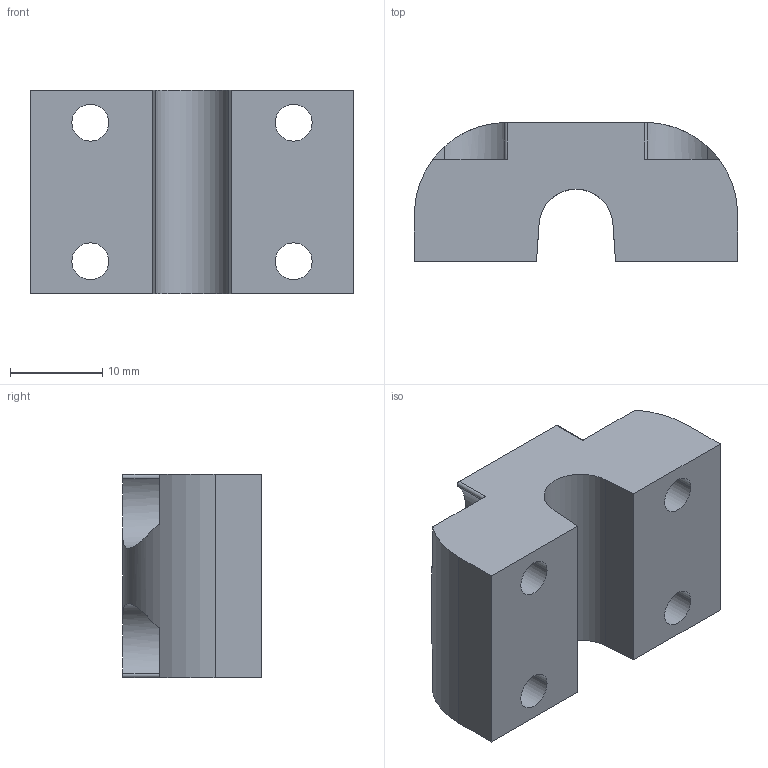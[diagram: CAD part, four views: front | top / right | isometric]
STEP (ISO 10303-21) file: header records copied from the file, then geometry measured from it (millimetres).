
FILE_DESCRIPTION (( 'STEP AP203' ), '1' );
FILE_NAME ('rod-holder.STEP', '2016-04-11T06:53:29', ( 'Joel Frax' ), ( 'Microsoft' ), 'SwSTEP 2.0', 'SolidWorks 2015', '' );
FILE_SCHEMA (( 'CONFIG_CONTROL_DESIGN' ));
Length unit declared in the file: millimetre
Products named in the file (1): rod-holder
Bounding box: 35 x 15 x 22 mm (x, y, z)
Volume: 8077.1 mm3; surface area: 3660.1 mm2
Topology: 1 solids, 1 shells, 42 faces, 120 edges, 80 vertices
Faces by surface type: cylinder 25, plane 17
Entity records: 1563 total; most frequent: CARTESIAN_POINT 369, ORIENTED_EDGE 240, DIRECTION 228, EDGE_CURVE 120, AXIS2_PLACEMENT_3D 83, VERTEX_POINT 80, VECTOR 62, LINE 62
